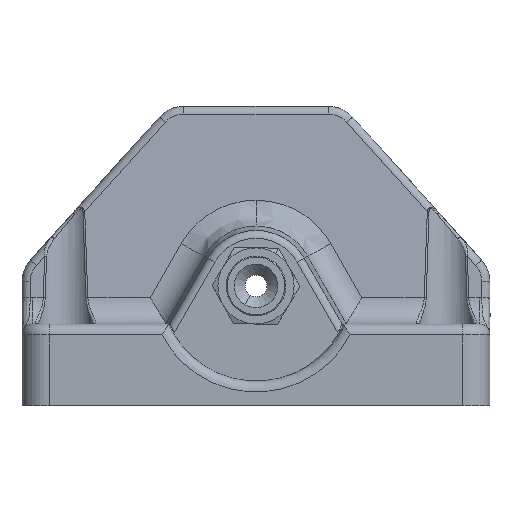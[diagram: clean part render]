
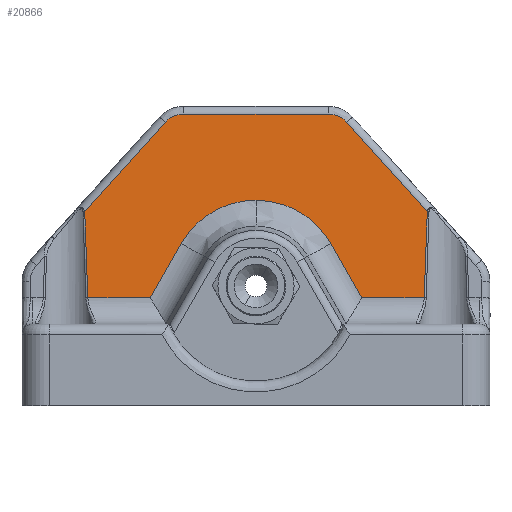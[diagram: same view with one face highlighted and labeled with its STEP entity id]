
A CAD part, front view. The second image highlights one B-rep face of the part: STEP entity #20866.
In plain terms, the highlighted planar face has unit normal (0, -0.999, 0.035).
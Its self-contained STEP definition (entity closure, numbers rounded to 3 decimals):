
#49 = CARTESIAN_POINT ( 'NONE',  ( -140.828, -7.663, -7.611 ) ) ;
#192 = CARTESIAN_POINT ( 'NONE',  ( -128.906, -7.466, -1.959 ) ) ;
#204 = CARTESIAN_POINT ( 'NONE',  ( -97.828, -7.037, 10.313 ) ) ;
#687 = CARTESIAN_POINT ( 'NONE',  ( -83.216, -6.485, 26.116 ) ) ;
#740 = VERTEX_POINT ( 'NONE', #7005 ) ;
#748 = CARTESIAN_POINT ( 'NONE',  ( -97.828, -7.037, 10.313 ) ) ;
#844 = LINE ( 'NONE', #21766, #15196 ) ;
#1126 = DIRECTION ( 'NONE',  ( -1., 0., 0. ) ) ;
#1268 = VERTEX_POINT ( 'NONE', #12472 ) ;
#1308 = LINE ( 'NONE', #21023, #21252 ) ;
#1403 = VERTEX_POINT ( 'NONE', #7321 ) ;
#1490 = EDGE_CURVE ( 'NONE', #1403, #23825, #8619, .T. ) ;
#1712 = VECTOR ( 'NONE', #11911, 1000. ) ;
#1762 = EDGE_CURVE ( 'NONE', #2371, #16803, #11132, .T. ) ;
#1777 = CARTESIAN_POINT ( 'NONE',  ( -66.355, -7.112, 8.178 ) ) ;
#1919 = DIRECTION ( 'NONE',  ( 1., 0., 0. ) ) ;
#2371 = VERTEX_POINT ( 'NONE', #18956 ) ;
#2466 = CARTESIAN_POINT ( 'NONE',  ( -117.241, -7.663, -7.611 ) ) ;
#2517 = VERTEX_POINT ( 'NONE', #21435 ) ;
#2863 = CARTESIAN_POINT ( 'NONE',  ( -140.828, -7.832, -12.436 ) ) ;
#3204 = EDGE_CURVE ( 'NONE', #8724, #1268, #1308, .T. ) ;
#3699 = ORIENTED_EDGE ( 'NONE', *, *, #20135, .T. ) ;
#3757 = LINE ( 'NONE', #49, #13139 ) ;
#3833 = CARTESIAN_POINT ( 'NONE',  ( -114.488, -6.537, 24.627 ) ) ;
#3865 = CARTESIAN_POINT ( 'NONE',  ( -129.3, -7.112, 8.178 ) ) ;
#4048 =( BOUNDED_CURVE ( )  B_SPLINE_CURVE ( 3, ( #16858, #18744, #15070, #3833 ),
 .UNSPECIFIED., .F., .T. ) 
 B_SPLINE_CURVE_WITH_KNOTS ( ( 4, 4 ),
 ( 3.142, 3.979 ),
 .UNSPECIFIED. ) 
 CURVE ( )  GEOMETRIC_REPRESENTATION_ITEM ( )  RATIONAL_B_SPLINE_CURVE ( ( 1., 0.942, 0.942, 1. ) ) 
 REPRESENTATION_ITEM ( '' )  );
#4354 = FACE_OUTER_BOUND ( 'NONE', #5793, .T. ) ;
#4763 = CARTESIAN_POINT ( 'NONE',  ( -78.414, -7.663, -7.611 ) ) ;
#5793 = EDGE_LOOP ( 'NONE', ( #21250, #3699, #23062, #22217, #19347, #13314, #22025, #19564, #15933, #19705, #23198, #16582, #16733 ) ) ;
#6574 = DIRECTION ( 'NONE',  ( 0., -0.999, 0.035 ) ) ;
#6651 = LINE ( 'NONE', #21278, #1712 ) ;
#6906 = EDGE_CURVE ( 'NONE', #10579, #24191, #3757, .T. ) ;
#7005 = CARTESIAN_POINT ( 'NONE',  ( -81.167, -6.537, 24.627 ) ) ;
#7296 =( BOUNDED_CURVE ( )  B_SPLINE_CURVE ( 3, ( #17465, #15503, #687, #13772 ),
 .UNSPECIFIED., .F., .T. ) 
 B_SPLINE_CURVE_WITH_KNOTS ( ( 4, 4 ),
 ( 5.445, 6.283 ),
 .UNSPECIFIED. ) 
 CURVE ( )  GEOMETRIC_REPRESENTATION_ITEM ( )  RATIONAL_B_SPLINE_CURVE ( ( 1., 0.942, 0.942, 1. ) ) 
 REPRESENTATION_ITEM ( '' )  );
#7321 = CARTESIAN_POINT ( 'NONE',  ( -84.511, -6.485, 26.116 ) ) ;
#7513 = CARTESIAN_POINT ( 'NONE',  ( -66.926, -7.663, -7.611 ) ) ;
#7517 = CARTESIAN_POINT ( 'NONE',  ( -86.966, -7.139, 7.387 ) ) ;
#7798 = DIRECTION ( 'NONE',  ( 1., 0., 0. ) ) ;
#8107 = CARTESIAN_POINT ( 'NONE',  ( -66.559, -7.282, 3.313 ) ) ;
#8609 = DIRECTION ( 'NONE',  ( -0.669, -0.026, -0.743 ) ) ;
#8619 = LINE ( 'NONE', #10447, #18025 ) ;
#8724 = VERTEX_POINT ( 'NONE', #2466 ) ;
#9530 = CARTESIAN_POINT ( 'NONE',  ( -92.003, -7.037, 10.313 ) ) ;
#9612 = CARTESIAN_POINT ( 'NONE',  ( -76.825, -7.76, -10.396 ) ) ;
#9792 = VERTEX_POINT ( 'NONE', #22464 ) ;
#9981 = CARTESIAN_POINT ( 'NONE',  ( -108.689, -7.139, 7.387 ) ) ;
#10200 =( BOUNDED_CURVE ( )  B_SPLINE_CURVE ( 3, ( #3865, #22671, #192, #13284 ),
 .UNSPECIFIED., .F., .F. ) 
 B_SPLINE_CURVE_WITH_KNOTS ( ( 4, 4 ),
 ( 0.696, 0.841 ),
 .UNSPECIFIED. ) 
 CURVE ( )  GEOMETRIC_REPRESENTATION_ITEM ( )  RATIONAL_B_SPLINE_CURVE ( ( 1., 0.998, 0.998, 1. ) ) 
 REPRESENTATION_ITEM ( '' )  );
#10447 = CARTESIAN_POINT ( 'NONE',  ( -111.144, -6.485, 26.116 ) ) ;
#10579 = VERTEX_POINT ( 'NONE', #4763 ) ;
#11132 =( BOUNDED_CURVE ( )  B_SPLINE_CURVE ( 3, ( #204, #9530, #7517, #13293 ),
 .UNSPECIFIED., .F., .T. ) 
 B_SPLINE_CURVE_WITH_KNOTS ( ( 4, 4 ),
 ( 0., 1.053 ),
 .UNSPECIFIED. ) 
 CURVE ( )  GEOMETRIC_REPRESENTATION_ITEM ( )  RATIONAL_B_SPLINE_CURVE ( ( 1., 0.91, 0.91, 1. ) ) 
 REPRESENTATION_ITEM ( '' )  );
#11485 = DIRECTION ( 'NONE',  ( 0.495, -0.03, -0.868 ) ) ;
#11520 = CARTESIAN_POINT ( 'NONE',  ( -140.828, -7.663, -7.611 ) ) ;
#11911 = DIRECTION ( 'NONE',  ( -0.669, 0.026, 0.743 ) ) ;
#11950 = CARTESIAN_POINT ( 'NONE',  ( -103.653, -7.037, 10.313 ) ) ;
#12044 = VECTOR ( 'NONE', #11485, 1000. ) ;
#12472 = CARTESIAN_POINT ( 'NONE',  ( -111.575, -7.316, 2.326 ) ) ;
#13139 = VECTOR ( 'NONE', #1919, 1000. ) ;
#13284 = CARTESIAN_POINT ( 'NONE',  ( -128.729, -7.663, -7.611 ) ) ;
#13293 = CARTESIAN_POINT ( 'NONE',  ( -84.08, -7.316, 2.326 ) ) ;
#13314 = ORIENTED_EDGE ( 'NONE', *, *, #1762, .T. ) ;
#13707 = CARTESIAN_POINT ( 'NONE',  ( -66.926, -7.663, -7.611 ) ) ;
#13772 = CARTESIAN_POINT ( 'NONE',  ( -84.511, -6.485, 26.116 ) ) ;
#13857 = VERTEX_POINT ( 'NONE', #1777 ) ;
#14312 =( BOUNDED_CURVE ( )  B_SPLINE_CURVE ( 3, ( #19399, #9981, #11950, #748 ),
 .UNSPECIFIED., .F., .T. ) 
 B_SPLINE_CURVE_WITH_KNOTS ( ( 4, 4 ),
 ( 5.231, 6.283 ),
 .UNSPECIFIED. ) 
 CURVE ( )  GEOMETRIC_REPRESENTATION_ITEM ( )  RATIONAL_B_SPLINE_CURVE ( ( 1., 0.91, 0.91, 1. ) ) 
 REPRESENTATION_ITEM ( '' )  );
#14492 = EDGE_CURVE ( 'NONE', #24191, #13857, #21980, .T. ) ;
#14599 = VECTOR ( 'NONE', #7798, 1000. ) ;
#15070 = CARTESIAN_POINT ( 'NONE',  ( -113.622, -6.504, 25.59 ) ) ;
#15196 = VECTOR ( 'NONE', #8609, 1000. ) ;
#15503 = CARTESIAN_POINT ( 'NONE',  ( -82.033, -6.504, 25.59 ) ) ;
#15529 = CARTESIAN_POINT ( 'NONE',  ( -111.144, -6.485, 26.116 ) ) ;
#15776 = EDGE_CURVE ( 'NONE', #1268, #2371, #14312, .T. ) ;
#15933 = ORIENTED_EDGE ( 'NONE', *, *, #14492, .T. ) ;
#15949 = VERTEX_POINT ( 'NONE', #20308 ) ;
#16323 = CARTESIAN_POINT ( 'NONE',  ( -84.08, -7.316, 2.326 ) ) ;
#16568 = EDGE_CURVE ( 'NONE', #16803, #10579, #18788, .T. ) ;
#16582 = ORIENTED_EDGE ( 'NONE', *, *, #1490, .T. ) ;
#16733 = ORIENTED_EDGE ( 'NONE', *, *, #19212, .T. ) ;
#16803 = VERTEX_POINT ( 'NONE', #16323 ) ;
#16858 = CARTESIAN_POINT ( 'NONE',  ( -111.144, -6.485, 26.116 ) ) ;
#17465 = CARTESIAN_POINT ( 'NONE',  ( -81.167, -6.537, 24.627 ) ) ;
#17832 = PLANE ( 'NONE',  #24070 ) ;
#18025 = VECTOR ( 'NONE', #1126, 1000. ) ;
#18522 = EDGE_CURVE ( 'NONE', #740, #1403, #7296, .T. ) ;
#18744 = CARTESIAN_POINT ( 'NONE',  ( -112.439, -6.485, 26.116 ) ) ;
#18788 = LINE ( 'NONE', #9612, #12044 ) ;
#18956 = CARTESIAN_POINT ( 'NONE',  ( -97.828, -7.037, 10.313 ) ) ;
#19107 = DIRECTION ( 'NONE',  ( 0.495, 0.03, 0.868 ) ) ;
#19212 = EDGE_CURVE ( 'NONE', #23825, #15949, #4048, .T. ) ;
#19333 = EDGE_CURVE ( 'NONE', #2517, #8724, #19579, .T. ) ;
#19347 = ORIENTED_EDGE ( 'NONE', *, *, #15776, .T. ) ;
#19399 = CARTESIAN_POINT ( 'NONE',  ( -111.575, -7.316, 2.326 ) ) ;
#19564 = ORIENTED_EDGE ( 'NONE', *, *, #6906, .T. ) ;
#19579 = LINE ( 'NONE', #11520, #14599 ) ;
#19705 = ORIENTED_EDGE ( 'NONE', *, *, #21298, .T. ) ;
#19729 = DIRECTION ( 'NONE',  ( 0., -0.035, -0.999 ) ) ;
#20135 = EDGE_CURVE ( 'NONE', #9792, #2517, #10200, .T. ) ;
#20308 = CARTESIAN_POINT ( 'NONE',  ( -114.488, -6.537, 24.627 ) ) ;
#20866 = ADVANCED_FACE ( 'NONE', ( #4354 ), #17832, .T. ) ;
#21023 = CARTESIAN_POINT ( 'NONE',  ( -111.512, -7.312, 2.437 ) ) ;
#21250 = ORIENTED_EDGE ( 'NONE', *, *, #21703, .T. ) ;
#21252 = VECTOR ( 'NONE', #19107, 1000. ) ;
#21279 = CARTESIAN_POINT ( 'NONE',  ( -66.355, -7.112, 8.178 ) ) ;
#21278 = CARTESIAN_POINT ( 'NONE',  ( -81.141, -6.538, 24.599 ) ) ;
#21298 = EDGE_CURVE ( 'NONE', #13857, #740, #6651, .T. ) ;
#21435 = CARTESIAN_POINT ( 'NONE',  ( -128.729, -7.663, -7.611 ) ) ;
#21703 = EDGE_CURVE ( 'NONE', #15949, #9792, #844, .T. ) ;
#21766 = CARTESIAN_POINT ( 'NONE',  ( -128.473, -7.08, 9.096 ) ) ;
#21980 =( BOUNDED_CURVE ( )  B_SPLINE_CURVE ( 3, ( #13707, #23104, #8107, #21279 ),
 .UNSPECIFIED., .F., .T. ) 
 B_SPLINE_CURVE_WITH_KNOTS ( ( 4, 4 ),
 ( 5.442, 5.587 ),
 .UNSPECIFIED. ) 
 CURVE ( )  GEOMETRIC_REPRESENTATION_ITEM ( )  RATIONAL_B_SPLINE_CURVE ( ( 1., 0.998, 0.998, 1. ) ) 
 REPRESENTATION_ITEM ( '' )  );
#22025 = ORIENTED_EDGE ( 'NONE', *, *, #16568, .T. ) ;
#22217 = ORIENTED_EDGE ( 'NONE', *, *, #3204, .T. ) ;
#22464 = CARTESIAN_POINT ( 'NONE',  ( -129.3, -7.112, 8.178 ) ) ;
#22671 = CARTESIAN_POINT ( 'NONE',  ( -129.097, -7.282, 3.313 ) ) ;
#23062 = ORIENTED_EDGE ( 'NONE', *, *, #19333, .T. ) ;
#23104 = CARTESIAN_POINT ( 'NONE',  ( -66.749, -7.466, -1.959 ) ) ;
#23198 = ORIENTED_EDGE ( 'NONE', *, *, #18522, .T. ) ;
#23825 = VERTEX_POINT ( 'NONE', #15529 ) ;
#24070 = AXIS2_PLACEMENT_3D ( 'NONE', #2863, #6574, #19729 ) ;
#24191 = VERTEX_POINT ( 'NONE', #7513 ) ;
